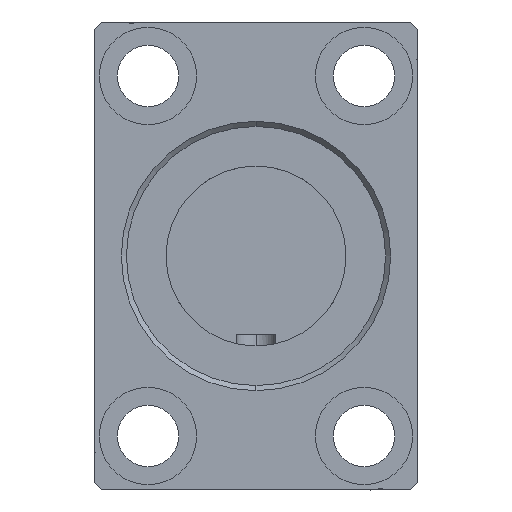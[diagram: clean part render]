
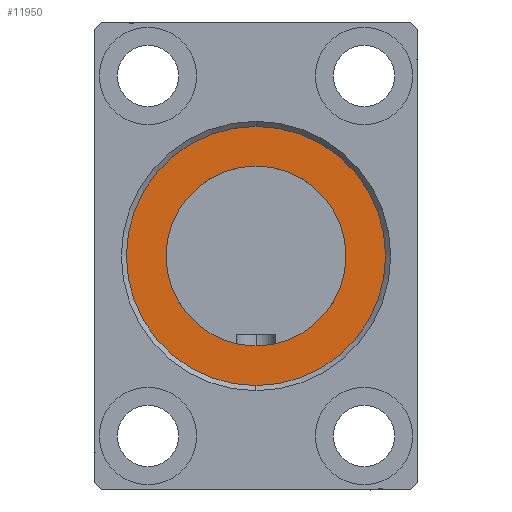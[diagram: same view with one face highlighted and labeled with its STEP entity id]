
A CAD part, left-side view. The second image highlights one B-rep face of the part: STEP entity #11950.
In plain terms, the highlighted planar face has unit normal (-1, 0, 0).
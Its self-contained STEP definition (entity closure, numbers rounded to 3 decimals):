
#1614 = EDGE_CURVE ( 'NONE', #15020, #31533, #5130, .T. ) ;
#3000 = CARTESIAN_POINT ( 'NONE',  ( 7., 0., 18. ) ) ;
#5130 = CIRCLE ( 'NONE', #42268, 12.5 ) ;
#5290 = CARTESIAN_POINT ( 'NONE',  ( 7., 0., 0. ) ) ;
#5747 = EDGE_CURVE ( 'NONE', #34293, #28418, #40877, .T. ) ;
#6911 = ORIENTED_EDGE ( 'NONE', *, *, #41822, .T. ) ;
#7315 = AXIS2_PLACEMENT_3D ( 'NONE', #5290, #18848, #18211 ) ;
#7566 = CARTESIAN_POINT ( 'NONE',  ( 7., 0., -12.5 ) ) ;
#8000 = DIRECTION ( 'NONE',  ( 0., 0., 1. ) ) ;
#8597 = DIRECTION ( 'NONE',  ( -1., 0., 0. ) ) ;
#8837 = AXIS2_PLACEMENT_3D ( 'NONE', #30602, #23516, #30174 ) ;
#11770 = CARTESIAN_POINT ( 'NONE',  ( 7., 0., 12.5 ) ) ;
#11950 = ADVANCED_FACE ( 'NONE', ( #15617, #38031 ), #28531, .T. ) ;
#12861 = ORIENTED_EDGE ( 'NONE', *, *, #1614, .F. ) ;
#13331 = ORIENTED_EDGE ( 'NONE', *, *, #5747, .T. ) ;
#13814 = AXIS2_PLACEMENT_3D ( 'NONE', #35283, #8597, #15059 ) ;
#15020 = VERTEX_POINT ( 'NONE', #11770 ) ;
#15059 = DIRECTION ( 'NONE',  ( 0., 0., 1. ) ) ;
#15617 = FACE_BOUND ( 'NONE', #24435, .T. ) ;
#16794 = AXIS2_PLACEMENT_3D ( 'NONE', #35038, #25777, #32449 ) ;
#18211 = DIRECTION ( 'NONE',  ( 0., 0., 1. ) ) ;
#18848 = DIRECTION ( 'NONE',  ( -1., 0., 0. ) ) ;
#19853 = CIRCLE ( 'NONE', #8837, 12.5 ) ;
#22252 = EDGE_LOOP ( 'NONE', ( #13331, #6911 ) ) ;
#23516 = DIRECTION ( 'NONE',  ( -1., 0., 0. ) ) ;
#24380 = CARTESIAN_POINT ( 'NONE',  ( 7., 0., 0. ) ) ;
#24435 = EDGE_LOOP ( 'NONE', ( #12861, #38707 ) ) ;
#25777 = DIRECTION ( 'NONE',  ( -1., 0., 0. ) ) ;
#28418 = VERTEX_POINT ( 'NONE', #33891 ) ;
#28531 = PLANE ( 'NONE',  #7315 ) ;
#30174 = DIRECTION ( 'NONE',  ( 0., 0., 1. ) ) ;
#30528 = EDGE_CURVE ( 'NONE', #31533, #15020, #19853, .T. ) ;
#30602 = CARTESIAN_POINT ( 'NONE',  ( 7., 0., 0. ) ) ;
#31006 = CIRCLE ( 'NONE', #13814, 18. ) ;
#31533 = VERTEX_POINT ( 'NONE', #7566 ) ;
#32449 = DIRECTION ( 'NONE',  ( 0., 0., 1. ) ) ;
#33891 = CARTESIAN_POINT ( 'NONE',  ( 7., 0., -18. ) ) ;
#34293 = VERTEX_POINT ( 'NONE', #3000 ) ;
#35038 = CARTESIAN_POINT ( 'NONE',  ( 7., 0., 0. ) ) ;
#35283 = CARTESIAN_POINT ( 'NONE',  ( 7., 0., 0. ) ) ;
#37503 = DIRECTION ( 'NONE',  ( -1., 0., 0. ) ) ;
#38031 = FACE_OUTER_BOUND ( 'NONE', #22252, .T. ) ;
#38707 = ORIENTED_EDGE ( 'NONE', *, *, #30528, .F. ) ;
#40877 = CIRCLE ( 'NONE', #16794, 18. ) ;
#41822 = EDGE_CURVE ( 'NONE', #28418, #34293, #31006, .T. ) ;
#42268 = AXIS2_PLACEMENT_3D ( 'NONE', #24380, #37503, #8000 ) ;
